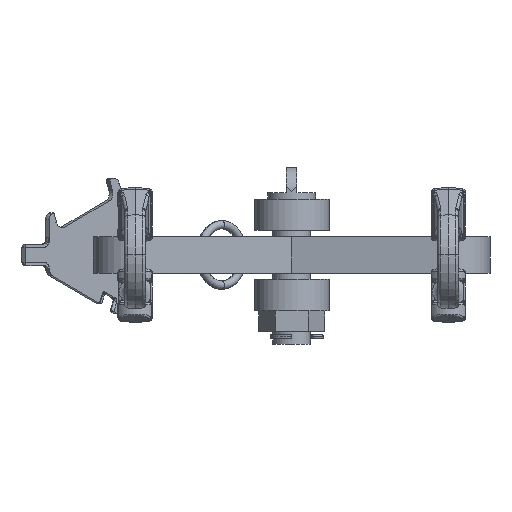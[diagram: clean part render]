
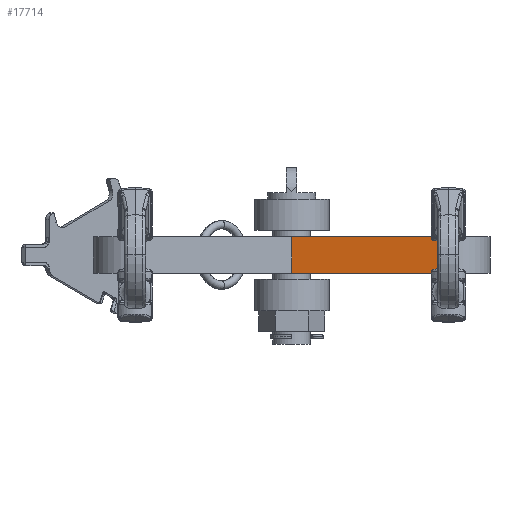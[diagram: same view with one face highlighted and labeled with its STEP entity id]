
A CAD part, front view. The second image highlights one B-rep face of the part: STEP entity #17714.
In plain terms, the highlighted planar face has unit normal (-0.174, -0.985, 0).
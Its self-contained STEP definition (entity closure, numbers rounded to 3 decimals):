
#13648=DIRECTION('',(-0.985,0.174,0.));
#13649=VECTOR('',#13648,145.261);
#13650=CARTESIAN_POINT('',(143.054,-122.892,-17.5));
#13651=LINE('',#13650,#13649);
#13748=DIRECTION('',(0.,0.,1.));
#13749=VECTOR('',#13748,35.);
#13750=CARTESIAN_POINT('',(0.,-97.668,-17.5));
#13751=LINE('',#13750,#13749);
#13756=DIRECTION('',(0.,0.,1.));
#13757=VECTOR('',#13756,35.);
#13758=CARTESIAN_POINT('',(143.054,-122.892,-17.5));
#13759=LINE('',#13758,#13757);
#13847=DIRECTION('',(-0.985,0.174,0.));
#13848=VECTOR('',#13847,145.261);
#13849=CARTESIAN_POINT('',(143.054,-122.892,17.5));
#13850=LINE('',#13849,#13848);
#16683=CARTESIAN_POINT('',(143.054,-122.892,-17.5));
#16685=VERTEX_POINT('',#16683);
#16687=CARTESIAN_POINT('',(143.054,-122.892,17.5));
#16689=VERTEX_POINT('',#16687);
#16722=CARTESIAN_POINT('',(0.,-97.668,-17.5));
#16723=CARTESIAN_POINT('',(0.,-97.668,17.5));
#16724=VERTEX_POINT('',#16722);
#16725=VERTEX_POINT('',#16723);
#17701=CARTESIAN_POINT('',(143.054,-122.892,-17.5));
#17702=DIRECTION('',(0.174,0.985,0.));
#17703=DIRECTION('',(-0.985,0.174,0.));
#17704=AXIS2_PLACEMENT_3D('',#17701,#17702,#17703);
#17705=PLANE('',#17704);
#17706=ORIENTED_EDGE('',*,*,#17691,.T.);
#17708=ORIENTED_EDGE('',*,*,#17707,.F.);
#17710=ORIENTED_EDGE('',*,*,#17709,.F.);
#17711=ORIENTED_EDGE('',*,*,#17605,.T.);
#17712=EDGE_LOOP('',(#17706,#17708,#17710,#17711));
#17713=FACE_OUTER_BOUND('',#17712,.F.);
#17714=ADVANCED_FACE('',(#17713),#17705,.F.);
#17605=EDGE_CURVE('',#16685,#16724,#13651,.T.);
#17691=EDGE_CURVE('',#16724,#16725,#13751,.T.);
#17707=EDGE_CURVE('',#16689,#16725,#13850,.T.);
#17709=EDGE_CURVE('',#16685,#16689,#13759,.T.);
